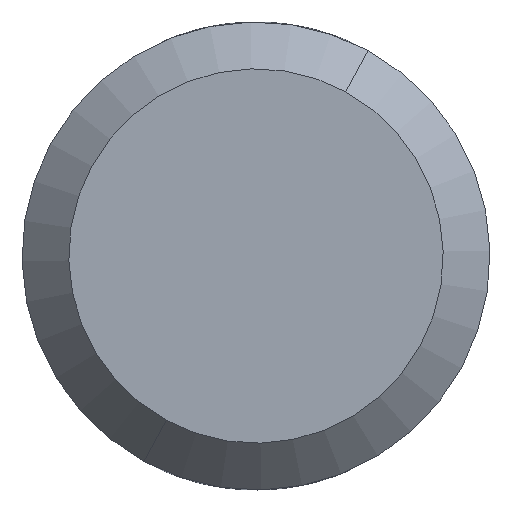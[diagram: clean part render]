
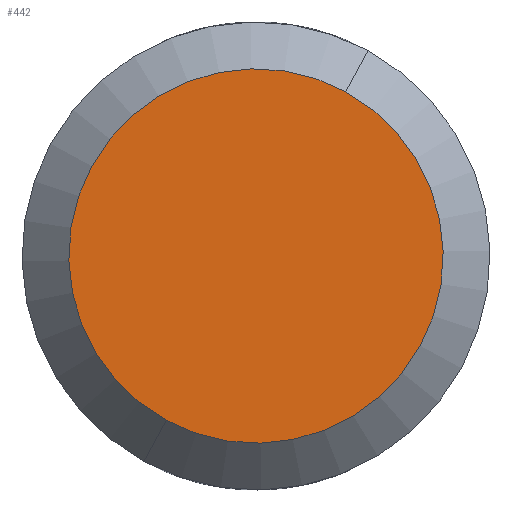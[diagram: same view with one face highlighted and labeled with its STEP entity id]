
A CAD part, front view. The second image highlights one B-rep face of the part: STEP entity #442.
In plain terms, the highlighted planar face has unit normal (0, -1, 0).
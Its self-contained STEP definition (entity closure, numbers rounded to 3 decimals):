
#342=CARTESIAN_POINT('Vertex',(1.918,7.,3.51)) ;
#345=CARTESIAN_POINT('Axis2P3D Location',(0.,7.,0.)) ;
#349=CARTESIAN_POINT('Vertex',(-1.918,7.,-3.51)) ;
#369=CARTESIAN_POINT('Axis2P3D Location',(0.,7.,0.)) ;
#433=CARTESIAN_POINT('Axis2P3D Location',(0.,7.,4.)) ;
#346=DIRECTION('Axis2P3D Direction',(0.,1.,0.)) ;
#370=DIRECTION('Axis2P3D Direction',(0.,1.,0.)) ;
#434=DIRECTION('Axis2P3D Direction',(0.,1.,0.)) ;
#435=DIRECTION('Axis2P3D XDirection',(1.,-0.,0.)) ;
#347=AXIS2_PLACEMENT_3D('Circle Axis2P3D',#345,#346,$) ;
#371=AXIS2_PLACEMENT_3D('Circle Axis2P3D',#369,#370,$) ;
#436=AXIS2_PLACEMENT_3D('Plane Axis2P3D',#433,#434,#435) ;
#439=ORIENTED_EDGE('',*,*,#351,.F.) ;
#440=ORIENTED_EDGE('',*,*,#373,.F.) ;
#442=ADVANCED_FACE('PartBody',(#441),#437,.F.) ;
#348=CIRCLE('generated circle',#347,4.) ;
#372=CIRCLE('generated circle',#371,4.) ;
#351=EDGE_CURVE('',#343,#350,#348,.T.) ;
#373=EDGE_CURVE('',#350,#343,#372,.T.) ;
#438=EDGE_LOOP('',(#439,#440)) ;
#441=FACE_OUTER_BOUND('',#438,.T.) ;
#437=PLANE('',#436) ;
#343=VERTEX_POINT('',#342) ;
#350=VERTEX_POINT('',#349) ;
